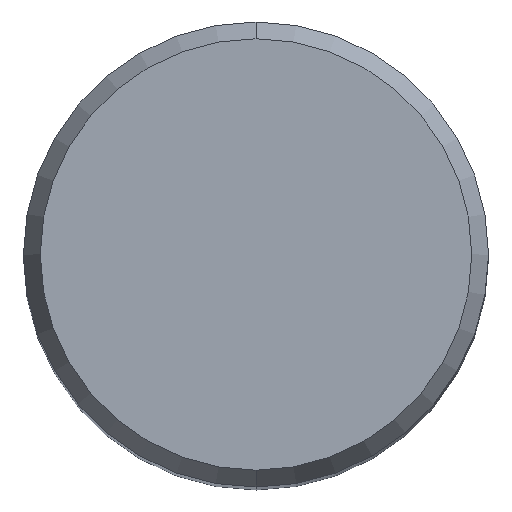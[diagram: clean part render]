
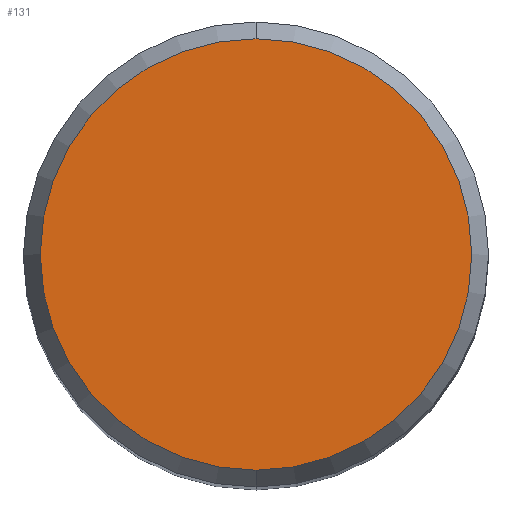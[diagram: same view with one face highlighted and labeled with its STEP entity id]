
A CAD part, top view. The second image highlights one B-rep face of the part: STEP entity #131.
In plain terms, the highlighted planar face has unit normal (0, 0, 1).
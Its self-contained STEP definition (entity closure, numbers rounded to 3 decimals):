
#131=ADVANCED_FACE('',(#262),#263,.T.);
#161=VERTEX_POINT('',#298);
#175=EDGE_CURVE('',#161,#185,#313,.T.);
#185=VERTEX_POINT('',#325);
#187=EDGE_CURVE('',#185,#161,#327,.T.);
#262=FACE_OUTER_BOUND('',#410,.T.);
#263=PLANE('',#411);
#298=CARTESIAN_POINT('',(0.,-5.892,0.01));
#313=CIRCLE('',#475,5.892);
#325=CARTESIAN_POINT('',(0.0,5.892,0.01));
#327=CIRCLE('',#491,5.892);
#410=EDGE_LOOP('',(#558,#559));
#411=AXIS2_PLACEMENT_3D('',#560,#561,#562);
#475=AXIS2_PLACEMENT_3D('',#625,#626,#627);
#491=AXIS2_PLACEMENT_3D('',#647,#648,#649);
#558=ORIENTED_EDGE('',*,*,#187,.F.);
#559=ORIENTED_EDGE('',*,*,#175,.F.);
#560=CARTESIAN_POINT('',(0.0,2.946,0.01));
#561=DIRECTION('',(-0.0,0.0,1.0));
#562=DIRECTION('',(0.0,-1.0,0.0));
#625=CARTESIAN_POINT('',(0.0,0.0,0.01));
#626=DIRECTION('',(0.0,0.0,-1.0));
#627=DIRECTION('',(0.0,1.0,0.0));
#647=CARTESIAN_POINT('',(0.0,0.0,0.01));
#648=DIRECTION('',(0.0,0.0,-1.0));
#649=DIRECTION('',(0.0,1.0,0.0));
